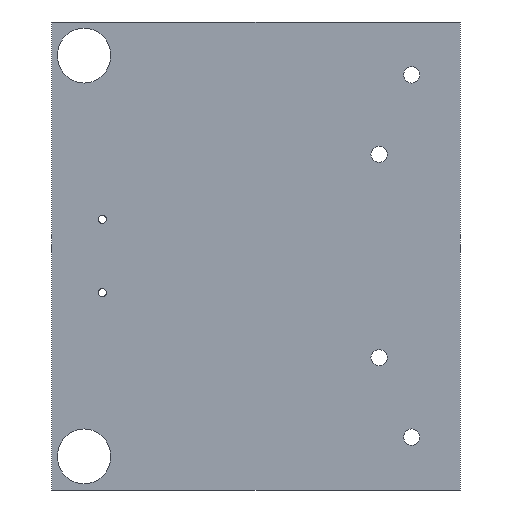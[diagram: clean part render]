
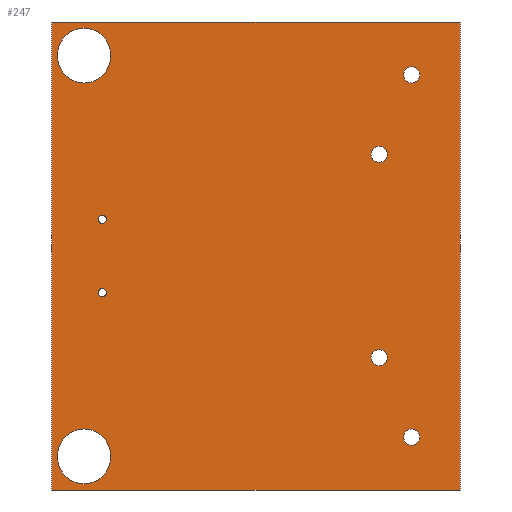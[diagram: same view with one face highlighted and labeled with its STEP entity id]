
A CAD part, front view. The second image highlights one B-rep face of the part: STEP entity #247.
In plain terms, the highlighted planar face has unit normal (0, -1, 0).
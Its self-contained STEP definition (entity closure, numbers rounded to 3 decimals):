
#247=ADVANCED_FACE('',(#583,#585,#587,#589,#591,#593,#595,#597,#599),#601,.F.);
#583=FACE_BOUND('',#584,.T.);
#584=EDGE_LOOP('',(#808,#809,#810,#811));
#585=FACE_BOUND('',#586,.T.);
#586=EDGE_LOOP('',(#812));
#587=FACE_BOUND('',#588,.T.);
#588=EDGE_LOOP('',(#813));
#589=FACE_BOUND('',#590,.T.);
#590=EDGE_LOOP('',(#814,#815,#816,#817));
#591=FACE_BOUND('',#592,.T.);
#592=EDGE_LOOP('',(#818));
#593=FACE_BOUND('',#594,.T.);
#594=EDGE_LOOP('',(#819));
#595=FACE_BOUND('',#596,.T.);
#596=EDGE_LOOP('',(#820));
#597=FACE_BOUND('',#598,.T.);
#598=EDGE_LOOP('',(#821,#822,#823,#824));
#599=FACE_BOUND('',#600,.T.);
#600=EDGE_LOOP('',(#825));
#601=PLANE('',#602);
#602=AXIS2_PLACEMENT_3D('',#603,#604,#605);
#603=CARTESIAN_POINT('',(0.,-35.,0.));
#604=DIRECTION('',(0.,1.,-0.));
#605=DIRECTION('',(0.,0.,1.));
#808=ORIENTED_EDGE('',*,*,#934,.T.);
#809=ORIENTED_EDGE('',*,*,#951,.F.);
#810=ORIENTED_EDGE('',*,*,#941,.T.);
#811=ORIENTED_EDGE('',*,*,#938,.T.);
#812=ORIENTED_EDGE('',*,*,#925,.T.);
#813=ORIENTED_EDGE('',*,*,#917,.T.);
#814=ORIENTED_EDGE('',*,*,#921,.T.);
#815=ORIENTED_EDGE('',*,*,#933,.F.);
#816=ORIENTED_EDGE('',*,*,#931,.T.);
#817=ORIENTED_EDGE('',*,*,#928,.T.);
#818=ORIENTED_EDGE('',*,*,#919,.T.);
#819=ORIENTED_EDGE('',*,*,#907,.F.);
#820=ORIENTED_EDGE('',*,*,#899,.F.);
#821=ORIENTED_EDGE('',*,*,#952,.F.);
#822=ORIENTED_EDGE('',*,*,#953,.F.);
#823=ORIENTED_EDGE('',*,*,#954,.T.);
#824=ORIENTED_EDGE('',*,*,#903,.F.);
#825=ORIENTED_EDGE('',*,*,#901,.F.);
#899=EDGE_CURVE('',#988,#988,#989,.T.);
#901=EDGE_CURVE('',#992,#992,#993,.T.);
#903=EDGE_CURVE('',#995,#997,#998,.T.);
#907=EDGE_CURVE('',#1004,#1004,#1005,.T.);
#917=EDGE_CURVE('',#1024,#1024,#1025,.T.);
#919=EDGE_CURVE('',#1028,#1028,#1029,.T.);
#921=EDGE_CURVE('',#1033,#1031,#1034,.T.);
#925=EDGE_CURVE('',#1040,#1040,#1041,.T.);
#928=EDGE_CURVE('',#1043,#1033,#1046,.T.);
#931=EDGE_CURVE('',#1048,#1043,#1051,.T.);
#933=EDGE_CURVE('',#1048,#1031,#1053,.T.);
#934=EDGE_CURVE('',#1054,#1055,#1056,.T.);
#938=EDGE_CURVE('',#1062,#1054,#1063,.T.);
#941=EDGE_CURVE('',#1067,#1062,#1068,.T.);
#951=EDGE_CURVE('',#1067,#1055,#1083,.T.);
#952=EDGE_CURVE('',#1084,#995,#1085,.T.);
#953=EDGE_CURVE('',#1086,#1084,#1087,.T.);
#954=EDGE_CURVE('',#1086,#997,#1088,.T.);
#988=VERTEX_POINT('',#1153);
#989=CIRCLE('',#1154,4.);
#992=VERTEX_POINT('',#1163);
#993=CIRCLE('',#1164,2.);
#995=VERTEX_POINT('',#1169);
#997=VERTEX_POINT('',#1173);
#998=CIRCLE('',#1174,13.);
#1004=VERTEX_POINT('',#1191);
#1005=CIRCLE('',#1192,4.);
#1024=VERTEX_POINT('',#1239);
#1025=CIRCLE('',#1240,4.);
#1028=VERTEX_POINT('',#1249);
#1029=CIRCLE('',#1250,2.);
#1031=VERTEX_POINT('',#1255);
#1033=VERTEX_POINT('',#1259);
#1034=CIRCLE('',#1260,13.);
#1040=VERTEX_POINT('',#1277);
#1041=CIRCLE('',#1278,4.);
#1043=VERTEX_POINT('',#1283);
#1046=LINE('',#1290,#1291);
#1048=VERTEX_POINT('',#1294);
#1051=CIRCLE('',#1302,13.);
#1053=LINE('',#1309,#1310);
#1054=VERTEX_POINT('',#1312);
#1055=VERTEX_POINT('',#1313);
#1056=LINE('',#1314,#1315);
#1062=VERTEX_POINT('',#1328);
#1063=LINE('',#1329,#1330);
#1067=VERTEX_POINT('',#1339);
#1068=LINE('',#1340,#1341);
#1083=LINE('',#1377,#1378);
#1084=VERTEX_POINT('',#1380);
#1085=LINE('',#1381,#1382);
#1086=VERTEX_POINT('',#1384);
#1087=CIRCLE('',#1385,13.);
#1088=LINE('',#1389,#1390);
#1153=CARTESIAN_POINT('',(-201.,-35.,-194.));
#1154=AXIS2_PLACEMENT_3D('',#1155,#1156,#1157);
#1155=CARTESIAN_POINT('',(-201.,-35.,-198.));
#1156=DIRECTION('',(-0.,-1.,0.));
#1157=DIRECTION('',(0.,-0.,-1.));
#1163=CARTESIAN_POINT('',(-353.,-35.,-267.));
#1164=AXIS2_PLACEMENT_3D('',#1165,#1166,#1167);
#1165=CARTESIAN_POINT('',(-353.,-35.,-269.));
#1166=DIRECTION('',(-0.,-1.,0.));
#1167=DIRECTION('',(0.,-0.,-1.));
#1169=CARTESIAN_POINT('',(-349.,-35.,-188.));
#1173=CARTESIAN_POINT('',(-375.,-35.,-188.));
#1174=AXIS2_PLACEMENT_3D('',#1175,#1176,#1177);
#1175=CARTESIAN_POINT('',(-362.,-35.,-188.));
#1176=DIRECTION('',(0.,-1.,0.));
#1177=DIRECTION('',(1.,0.,0.));
#1191=CARTESIAN_POINT('',(-217.,-35.,-233.));
#1192=AXIS2_PLACEMENT_3D('',#1193,#1194,#1195);
#1193=CARTESIAN_POINT('',(-217.,-35.,-237.));
#1194=DIRECTION('',(-0.,-1.,0.));
#1195=DIRECTION('',(0.,-0.,-1.));
#1239=CARTESIAN_POINT('',(-201.,-35.,-380.));
#1240=AXIS2_PLACEMENT_3D('',#1241,#1242,#1243);
#1241=CARTESIAN_POINT('',(-201.,-35.,-376.));
#1242=DIRECTION('',(0.,1.,-0.));
#1243=DIRECTION('',(0.,-0.,-1.));
#1249=CARTESIAN_POINT('',(-353.,-35.,-307.));
#1250=AXIS2_PLACEMENT_3D('',#1251,#1252,#1253);
#1251=CARTESIAN_POINT('',(-353.,-35.,-305.));
#1252=DIRECTION('',(0.,1.,-0.));
#1253=DIRECTION('',(0.,-0.,-1.));
#1255=CARTESIAN_POINT('',(-375.,-35.,-386.));
#1259=CARTESIAN_POINT('',(-349.,-35.,-386.));
#1260=AXIS2_PLACEMENT_3D('',#1261,#1262,#1263);
#1261=CARTESIAN_POINT('',(-362.,-35.,-386.));
#1262=DIRECTION('',(0.,1.,-0.));
#1263=DIRECTION('',(1.,0.,0.));
#1277=CARTESIAN_POINT('',(-217.,-35.,-341.));
#1278=AXIS2_PLACEMENT_3D('',#1279,#1280,#1281);
#1279=CARTESIAN_POINT('',(-217.,-35.,-337.));
#1280=DIRECTION('',(0.,1.,-0.));
#1281=DIRECTION('',(0.,-0.,-1.));
#1283=CARTESIAN_POINT('',(-349.,-35.,-385.));
#1290=CARTESIAN_POINT('',(-349.,-35.,-385.));
#1291=VECTOR('',#1292,1.);
#1292=DIRECTION('',(0.,0.,-1.));
#1294=CARTESIAN_POINT('',(-375.,-35.,-385.));
#1302=AXIS2_PLACEMENT_3D('',#1303,#1304,#1305);
#1303=CARTESIAN_POINT('',(-362.,-35.,-385.));
#1304=DIRECTION('',(0.,1.,-0.));
#1305=DIRECTION('',(-1.,0.,0.));
#1309=CARTESIAN_POINT('',(-375.,-35.,-385.));
#1310=VECTOR('',#1311,1.);
#1311=DIRECTION('',(0.,0.,-1.));
#1312=CARTESIAN_POINT('',(-177.,-35.,-402.));
#1313=CARTESIAN_POINT('',(-177.,-35.,-172.));
#1314=CARTESIAN_POINT('',(-177.,-35.,-402.));
#1315=VECTOR('',#1316,1.);
#1316=DIRECTION('',(0.,0.,1.));
#1328=CARTESIAN_POINT('',(-378.,-35.,-402.));
#1329=CARTESIAN_POINT('',(-378.,-35.,-402.));
#1330=VECTOR('',#1331,1.);
#1331=DIRECTION('',(1.,0.,0.));
#1339=CARTESIAN_POINT('',(-378.,-35.,-172.));
#1340=CARTESIAN_POINT('',(-378.,-35.,-172.));
#1341=VECTOR('',#1342,1.);
#1342=DIRECTION('',(0.,0.,-1.));
#1377=CARTESIAN_POINT('',(-378.,-35.,-172.));
#1378=VECTOR('',#1379,1.);
#1379=DIRECTION('',(1.,0.,0.));
#1380=CARTESIAN_POINT('',(-349.,-35.,-189.));
#1381=CARTESIAN_POINT('',(-349.,-35.,-189.));
#1382=VECTOR('',#1383,1.);
#1383=DIRECTION('',(0.,0.,1.));
#1384=CARTESIAN_POINT('',(-375.,-35.,-189.));
#1385=AXIS2_PLACEMENT_3D('',#1386,#1387,#1388);
#1386=CARTESIAN_POINT('',(-362.,-35.,-189.));
#1387=DIRECTION('',(-0.,-1.,0.));
#1388=DIRECTION('',(-1.,0.,0.));
#1389=CARTESIAN_POINT('',(-375.,-35.,-189.));
#1390=VECTOR('',#1391,1.);
#1391=DIRECTION('',(0.,0.,1.));
